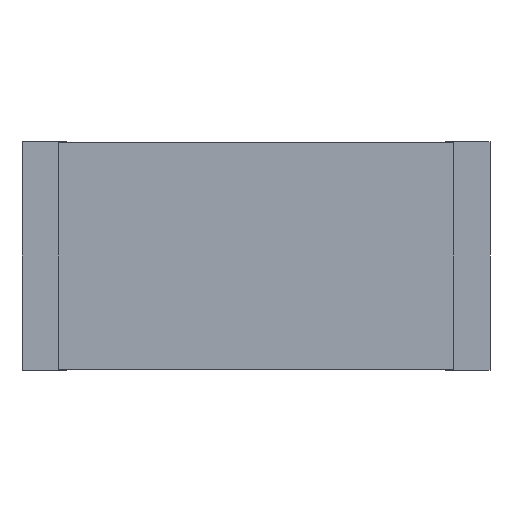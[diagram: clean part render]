
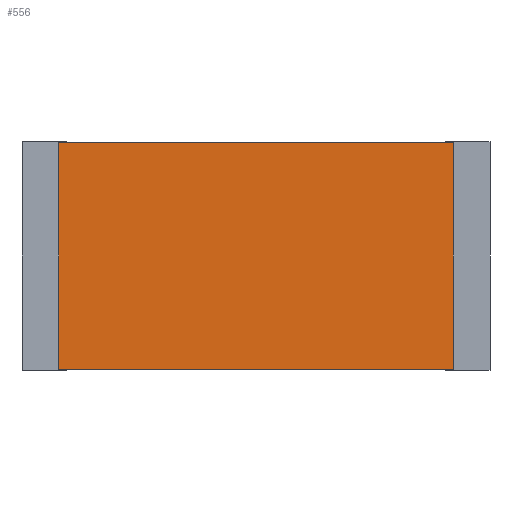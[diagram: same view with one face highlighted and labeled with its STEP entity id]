
A CAD part, front view. The second image highlights one B-rep face of the part: STEP entity #556.
In plain terms, the highlighted planar face has unit normal (0, -1, 0).
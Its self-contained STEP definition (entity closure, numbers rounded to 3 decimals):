
#52=FACE_OUTER_BOUND('',#84,.T.);
#84=EDGE_LOOP('',(#395,#396,#397,#398));
#111=LINE('',#783,#183);
#115=LINE('',#791,#187);
#118=LINE('',#797,#190);
#121=LINE('',#802,#193);
#183=VECTOR('',#645,10.);
#187=VECTOR('',#651,10.);
#190=VECTOR('',#656,10.);
#193=VECTOR('',#661,10.);
#255=VERTEX_POINT('',#781);
#256=VERTEX_POINT('',#782);
#259=VERTEX_POINT('',#790);
#261=VERTEX_POINT('',#796);
#303=EDGE_CURVE('',#255,#256,#111,.T.);
#307=EDGE_CURVE('',#259,#255,#115,.T.);
#310=EDGE_CURVE('',#261,#259,#118,.T.);
#313=EDGE_CURVE('',#256,#261,#121,.T.);
#395=ORIENTED_EDGE('',*,*,#313,.F.);
#396=ORIENTED_EDGE('',*,*,#303,.F.);
#397=ORIENTED_EDGE('',*,*,#307,.F.);
#398=ORIENTED_EDGE('',*,*,#310,.F.);
#524=PLANE('',#614);
#556=ADVANCED_FACE('',(#52),#524,.F.);
#614=AXIS2_PLACEMENT_3D('',#805,#665,#666);
#645=DIRECTION('',(0.,0.,1.));
#651=DIRECTION('',(-1.,0.,0.));
#656=DIRECTION('',(0.,0.,-1.));
#661=DIRECTION('',(1.,0.,0.));
#665=DIRECTION('center_axis',(0.,1.,0.));
#666=DIRECTION('ref_axis',(0.,0.,1.));
#781=CARTESIAN_POINT('',(0.,0.,0.));
#782=CARTESIAN_POINT('',(0.,0.,3.072));
#783=CARTESIAN_POINT('',(0.,0.,0.));
#790=CARTESIAN_POINT('',(6.322,0.,0.));
#791=CARTESIAN_POINT('',(6.322,0.,0.));
#796=CARTESIAN_POINT('',(6.322,0.,3.072));
#797=CARTESIAN_POINT('',(6.322,0.,3.072));
#802=CARTESIAN_POINT('',(0.,0.,3.072));
#805=CARTESIAN_POINT('Origin',(3.161,0.,1.536));
